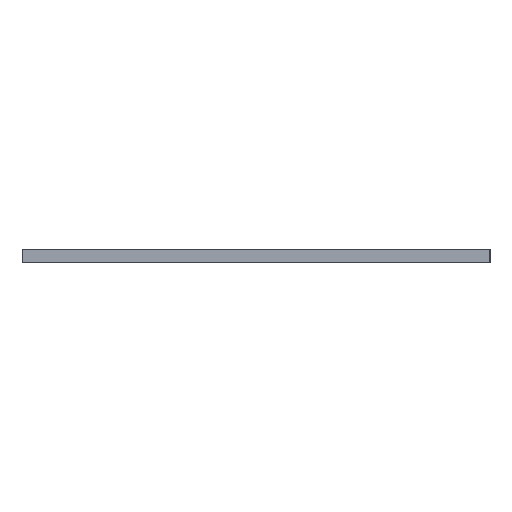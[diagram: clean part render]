
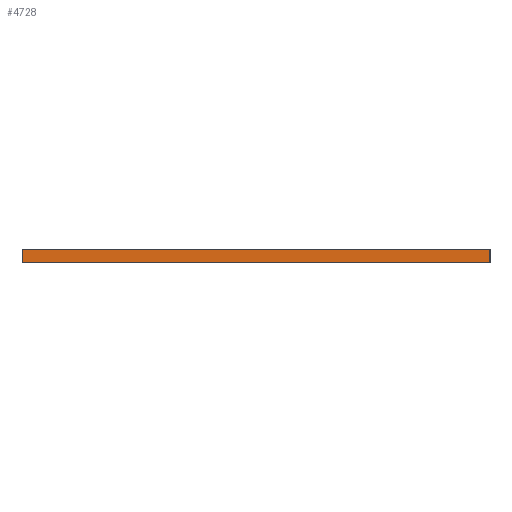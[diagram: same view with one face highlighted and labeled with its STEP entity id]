
A CAD part, left-side view. The second image highlights one B-rep face of the part: STEP entity #4728.
In plain terms, the highlighted planar face has unit normal (-1, 0, 0).
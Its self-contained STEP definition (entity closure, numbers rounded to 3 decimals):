
#334 = PLANE('',#335);
#335 = AXIS2_PLACEMENT_3D('',#336,#337,#338);
#336 = CARTESIAN_POINT('',(42.5,27.5,1.6));
#337 = DIRECTION('',(0.,0.,1.));
#338 = DIRECTION('',(1.,0.,-0.));
#362 = PLANE('',#363);
#363 = AXIS2_PLACEMENT_3D('',#364,#365,#366);
#364 = CARTESIAN_POINT('',(5.,55.,0.));
#365 = DIRECTION('',(0.,-1.,0.));
#366 = DIRECTION('',(-1.,0.,0.));
#388 = PLANE('',#389);
#389 = AXIS2_PLACEMENT_3D('',#390,#391,#392);
#390 = CARTESIAN_POINT('',(42.5,27.5,0.));
#391 = DIRECTION('',(0.,0.,1.));
#392 = DIRECTION('',(1.,0.,-0.));
#481 = VERTEX_POINT('',#482);
#482 = CARTESIAN_POINT('',(0.,55.,1.6));
#503 = EDGE_CURVE('',#504,#481,#506,.T.);
#504 = VERTEX_POINT('',#505);
#505 = CARTESIAN_POINT('',(0.,55.,0.));
#506 = SURFACE_CURVE('',#507,(#511,#518),.PCURVE_S1.);
#507 = LINE('',#508,#509);
#508 = CARTESIAN_POINT('',(0.,55.,0.));
#509 = VECTOR('',#510,1.);
#510 = DIRECTION('',(0.,0.,1.));
#511 = PCURVE('',#362,#512);
#512 = DEFINITIONAL_REPRESENTATION('',(#513),#517);
#513 = LINE('',#514,#515);
#514 = CARTESIAN_POINT('',(5.,0.));
#515 = VECTOR('',#516,1.);
#516 = DIRECTION('',(0.,-1.));
#517 = ( GEOMETRIC_REPRESENTATION_CONTEXT(2) 
PARAMETRIC_REPRESENTATION_CONTEXT() REPRESENTATION_CONTEXT('2D SPACE',''
  ) );
#518 = PCURVE('',#519,#524);
#519 = PLANE('',#520);
#520 = AXIS2_PLACEMENT_3D('',#521,#522,#523);
#521 = CARTESIAN_POINT('',(0.,55.,0.));
#522 = DIRECTION('',(1.,0.,-0.));
#523 = DIRECTION('',(0.,-1.,0.));
#524 = DEFINITIONAL_REPRESENTATION('',(#525),#529);
#525 = LINE('',#526,#527);
#526 = CARTESIAN_POINT('',(0.,0.));
#527 = VECTOR('',#528,1.);
#528 = DIRECTION('',(0.,-1.));
#529 = ( GEOMETRIC_REPRESENTATION_CONTEXT(2) 
PARAMETRIC_REPRESENTATION_CONTEXT() REPRESENTATION_CONTEXT('2D SPACE',''
  ) );
#557 = EDGE_CURVE('',#504,#558,#560,.T.);
#558 = VERTEX_POINT('',#559);
#559 = CARTESIAN_POINT('',(0.,-0.,0.));
#560 = SURFACE_CURVE('',#561,(#565,#572),.PCURVE_S1.);
#561 = LINE('',#562,#563);
#562 = CARTESIAN_POINT('',(0.,55.,0.));
#563 = VECTOR('',#564,1.);
#564 = DIRECTION('',(0.,-1.,0.));
#565 = PCURVE('',#388,#566);
#566 = DEFINITIONAL_REPRESENTATION('',(#567),#571);
#567 = LINE('',#568,#569);
#568 = CARTESIAN_POINT('',(-42.5,27.5));
#569 = VECTOR('',#570,1.);
#570 = DIRECTION('',(0.,-1.));
#571 = ( GEOMETRIC_REPRESENTATION_CONTEXT(2) 
PARAMETRIC_REPRESENTATION_CONTEXT() REPRESENTATION_CONTEXT('2D SPACE',''
  ) );
#572 = PCURVE('',#519,#573);
#573 = DEFINITIONAL_REPRESENTATION('',(#574),#578);
#574 = LINE('',#575,#576);
#575 = CARTESIAN_POINT('',(0.,0.));
#576 = VECTOR('',#577,1.);
#577 = DIRECTION('',(1.,0.));
#578 = ( GEOMETRIC_REPRESENTATION_CONTEXT(2) 
PARAMETRIC_REPRESENTATION_CONTEXT() REPRESENTATION_CONTEXT('2D SPACE',''
  ) );
#596 = PLANE('',#597);
#597 = AXIS2_PLACEMENT_3D('',#598,#599,#600);
#598 = CARTESIAN_POINT('',(0.,0.,0.));
#599 = DIRECTION('',(0.,1.,0.));
#600 = DIRECTION('',(1.,0.,0.));
#2812 = EDGE_CURVE('',#481,#2813,#2815,.T.);
#2813 = VERTEX_POINT('',#2814);
#2814 = CARTESIAN_POINT('',(0.,0.,1.6));
#2815 = SURFACE_CURVE('',#2816,(#2820,#2827),.PCURVE_S1.);
#2816 = LINE('',#2817,#2818);
#2817 = CARTESIAN_POINT('',(0.,55.,1.6));
#2818 = VECTOR('',#2819,1.);
#2819 = DIRECTION('',(0.,-1.,0.));
#2820 = PCURVE('',#334,#2821);
#2821 = DEFINITIONAL_REPRESENTATION('',(#2822),#2826);
#2822 = LINE('',#2823,#2824);
#2823 = CARTESIAN_POINT('',(-42.5,27.5));
#2824 = VECTOR('',#2825,1.);
#2825 = DIRECTION('',(0.,-1.));
#2826 = ( GEOMETRIC_REPRESENTATION_CONTEXT(2) 
PARAMETRIC_REPRESENTATION_CONTEXT() REPRESENTATION_CONTEXT('2D SPACE',''
  ) );
#2827 = PCURVE('',#519,#2828);
#2828 = DEFINITIONAL_REPRESENTATION('',(#2829),#2833);
#2829 = LINE('',#2830,#2831);
#2830 = CARTESIAN_POINT('',(0.,-1.6));
#2831 = VECTOR('',#2832,1.);
#2832 = DIRECTION('',(1.,0.));
#2833 = ( GEOMETRIC_REPRESENTATION_CONTEXT(2) 
PARAMETRIC_REPRESENTATION_CONTEXT() REPRESENTATION_CONTEXT('2D SPACE',''
  ) );
#4728 = ADVANCED_FACE('',(#4729),#519,.F.);
#4729 = FACE_BOUND('',#4730,.F.);
#4730 = EDGE_LOOP('',(#4731,#4732,#4733,#4754));
#4731 = ORIENTED_EDGE('',*,*,#503,.T.);
#4732 = ORIENTED_EDGE('',*,*,#2812,.T.);
#4733 = ORIENTED_EDGE('',*,*,#4734,.F.);
#4734 = EDGE_CURVE('',#558,#2813,#4735,.T.);
#4735 = SURFACE_CURVE('',#4736,(#4740,#4747),.PCURVE_S1.);
#4736 = LINE('',#4737,#4738);
#4737 = CARTESIAN_POINT('',(0.,-0.,0.));
#4738 = VECTOR('',#4739,1.);
#4739 = DIRECTION('',(0.,0.,1.));
#4740 = PCURVE('',#519,#4741);
#4741 = DEFINITIONAL_REPRESENTATION('',(#4742),#4746);
#4742 = LINE('',#4743,#4744);
#4743 = CARTESIAN_POINT('',(55.,0.));
#4744 = VECTOR('',#4745,1.);
#4745 = DIRECTION('',(0.,-1.));
#4746 = ( GEOMETRIC_REPRESENTATION_CONTEXT(2) 
PARAMETRIC_REPRESENTATION_CONTEXT() REPRESENTATION_CONTEXT('2D SPACE',''
  ) );
#4747 = PCURVE('',#596,#4748);
#4748 = DEFINITIONAL_REPRESENTATION('',(#4749),#4753);
#4749 = LINE('',#4750,#4751);
#4750 = CARTESIAN_POINT('',(0.,0.));
#4751 = VECTOR('',#4752,1.);
#4752 = DIRECTION('',(0.,-1.));
#4753 = ( GEOMETRIC_REPRESENTATION_CONTEXT(2) 
PARAMETRIC_REPRESENTATION_CONTEXT() REPRESENTATION_CONTEXT('2D SPACE',''
  ) );
#4754 = ORIENTED_EDGE('',*,*,#557,.F.);
